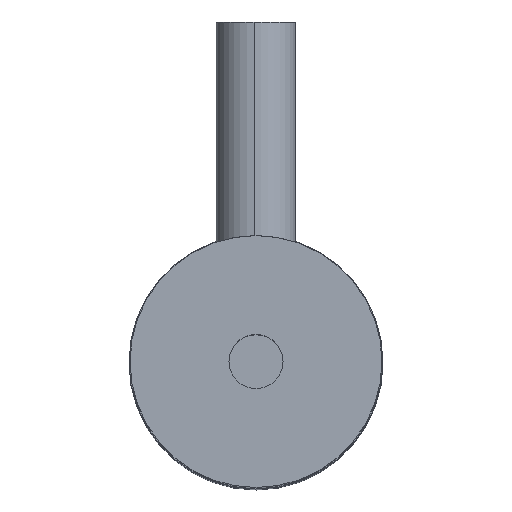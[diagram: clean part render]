
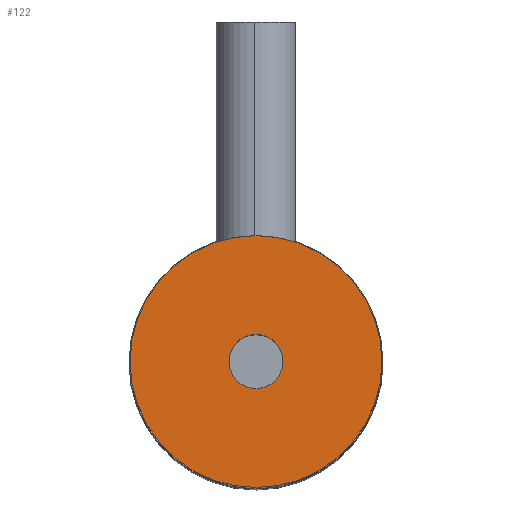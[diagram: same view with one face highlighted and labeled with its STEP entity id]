
A CAD part, top view. The second image highlights one B-rep face of the part: STEP entity #122.
In plain terms, the highlighted planar face has unit normal (0, 0, 1).
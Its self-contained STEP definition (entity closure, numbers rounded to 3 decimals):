
#91 = VERTEX_POINT ( 'NONE', #840 ) ;
#93 = EDGE_CURVE ( 'NONE', #94, #91, #839, .T. ) ;
#94 = VERTEX_POINT ( 'NONE', #834 ) ;
#121 = EDGE_CURVE ( 'NONE', #128, #125, #956, .T. ) ;
#122 = ADVANCED_FACE ( 'NONE', ( #951, #950 ), #998, .T. ) ;
#123 = EDGE_LOOP ( 'NONE', ( #173, #174 ) ) ;
#125 = VERTEX_POINT ( 'NONE', #989 ) ;
#127 = EDGE_CURVE ( 'NONE', #125, #128, #988, .T. ) ;
#128 = VERTEX_POINT ( 'NONE', #983 ) ;
#173 = ORIENTED_EDGE ( 'NONE', *, *, #121, .F. ) ;
#174 = ORIENTED_EDGE ( 'NONE', *, *, #127, .F. ) ;
#175 = EDGE_LOOP ( 'NONE', ( #176, #177 ) ) ;
#176 = ORIENTED_EDGE ( 'NONE', *, *, #93, .T. ) ;
#177 = ORIENTED_EDGE ( 'NONE', *, *, #178, .T. ) ;
#178 = EDGE_CURVE ( 'NONE', #91, #94, #1165, .T. ) ;
#834 = CARTESIAN_POINT ( 'NONE',  ( 12.856, 0.425, -6.859 ) ) ;
#835 = DIRECTION ( 'NONE',  ( 1., 0., 0. ) ) ;
#836 = DIRECTION ( 'NONE',  ( 0., 0., 1. ) ) ;
#837 = CARTESIAN_POINT ( 'NONE',  ( 6.556, 0.425, -6.859 ) ) ;
#838 = AXIS2_PLACEMENT_3D ( 'NONE', #837, #836, #835 ) ;
#839 = CIRCLE ( 'NONE', #838, 6.3 ) ;
#840 = CARTESIAN_POINT ( 'NONE',  ( 0.256, 0.425, -6.859 ) ) ;
#950 = FACE_OUTER_BOUND ( 'NONE', #175, .T. ) ;
#951 = FACE_BOUND ( 'NONE', #123, .T. ) ;
#952 = DIRECTION ( 'NONE',  ( 1., 0., 0. ) ) ;
#953 = DIRECTION ( 'NONE',  ( 0., 0., 1. ) ) ;
#954 = CARTESIAN_POINT ( 'NONE',  ( 6.556, 0.425, -6.859 ) ) ;
#955 = AXIS2_PLACEMENT_3D ( 'NONE', #954, #953, #952 ) ;
#956 = CIRCLE ( 'NONE', #955, 1.353 ) ;
#983 = CARTESIAN_POINT ( 'NONE',  ( 7.908, 0.425, -6.859 ) ) ;
#984 = DIRECTION ( 'NONE',  ( 1., 0., 0. ) ) ;
#985 = DIRECTION ( 'NONE',  ( 0., 0., 1. ) ) ;
#986 = CARTESIAN_POINT ( 'NONE',  ( 6.556, 0.425, -6.859 ) ) ;
#987 = AXIS2_PLACEMENT_3D ( 'NONE', #986, #985, #984 ) ;
#988 = CIRCLE ( 'NONE', #987, 1.353 ) ;
#989 = CARTESIAN_POINT ( 'NONE',  ( 5.203, 0.425, -6.859 ) ) ;
#994 = DIRECTION ( 'NONE',  ( 1., 0., 0. ) ) ;
#995 = DIRECTION ( 'NONE',  ( 0., 0., 1. ) ) ;
#996 = CARTESIAN_POINT ( 'NONE',  ( 6.556, 0.425, -6.859 ) ) ;
#997 = AXIS2_PLACEMENT_3D ( 'NONE', #996, #995, #994 ) ;
#998 = PLANE ( 'NONE',  #997 ) ;
#1161 = DIRECTION ( 'NONE',  ( 1., 0., 0. ) ) ;
#1162 = DIRECTION ( 'NONE',  ( 0., 0., 1. ) ) ;
#1163 = CARTESIAN_POINT ( 'NONE',  ( 6.556, 0.425, -6.859 ) ) ;
#1164 = AXIS2_PLACEMENT_3D ( 'NONE', #1163, #1162, #1161 ) ;
#1165 = CIRCLE ( 'NONE', #1164, 6.3 ) ;
